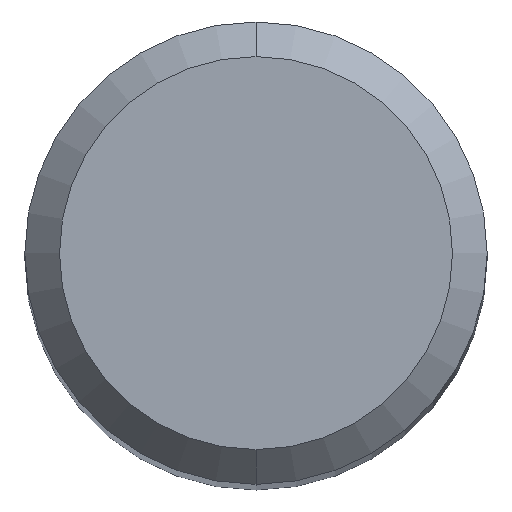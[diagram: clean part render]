
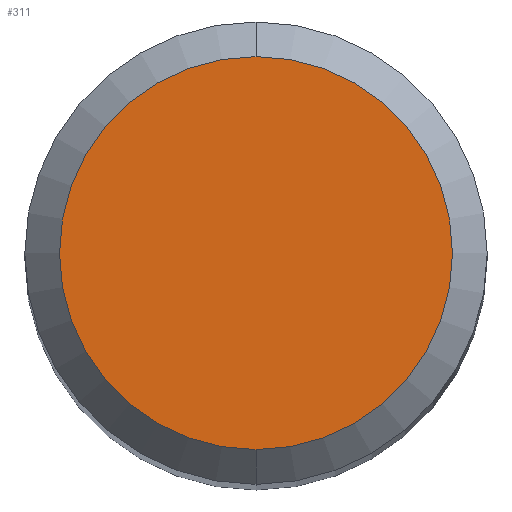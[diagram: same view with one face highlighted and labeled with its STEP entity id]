
A CAD part, top view. The second image highlights one B-rep face of the part: STEP entity #311.
In plain terms, the highlighted planar face has unit normal (0, 0, 1).
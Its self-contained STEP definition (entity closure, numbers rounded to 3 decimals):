
#245=EDGE_CURVE('',#405,#359,#562,.T.);
#311=ADVANCED_FACE('',(#635),#636,.T.);
#331=EDGE_CURVE('',#359,#405,#659,.T.);
#359=VERTEX_POINT('',#688);
#405=VERTEX_POINT('',#736);
#562=CIRCLE('',#963,1.7);
#635=FACE_OUTER_BOUND('',#1140,.T.);
#636=PLANE('',#1141);
#659=CIRCLE('',#1175,1.7);
#688=CARTESIAN_POINT('',(0.,-1.7,0.0));
#736=CARTESIAN_POINT('',(0.0,1.7,0.0));
#963=AXIS2_PLACEMENT_3D('',#1543,#1544,#1545);
#1140=EDGE_LOOP('',(#1639,#1640));
#1141=AXIS2_PLACEMENT_3D('',#1641,#1642,#1643);
#1175=AXIS2_PLACEMENT_3D('',#1670,#1671,#1672);
#1543=CARTESIAN_POINT('',(0.0,0.0,0.0));
#1544=DIRECTION('',(0.0,0.0,-1.0));
#1545=DIRECTION('',(0.0,1.0,0.0));
#1639=ORIENTED_EDGE('',*,*,#245,.F.);
#1640=ORIENTED_EDGE('',*,*,#331,.F.);
#1641=CARTESIAN_POINT('',(0.0,0.85,0.0));
#1642=DIRECTION('',(-0.0,0.0,1.0));
#1643=DIRECTION('',(0.0,-1.0,0.0));
#1670=CARTESIAN_POINT('',(0.0,0.0,0.0));
#1671=DIRECTION('',(0.0,0.0,-1.0));
#1672=DIRECTION('',(0.0,1.0,0.0));
